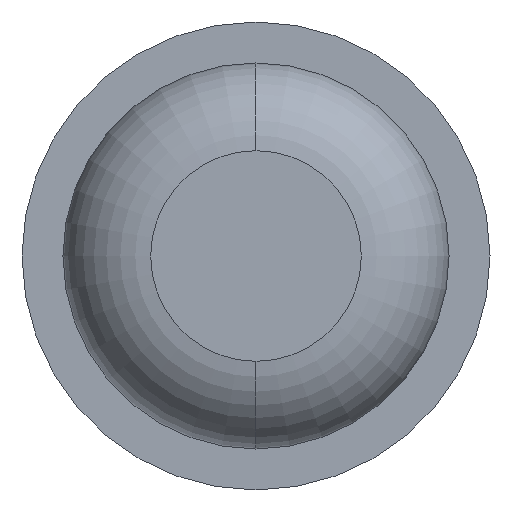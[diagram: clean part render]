
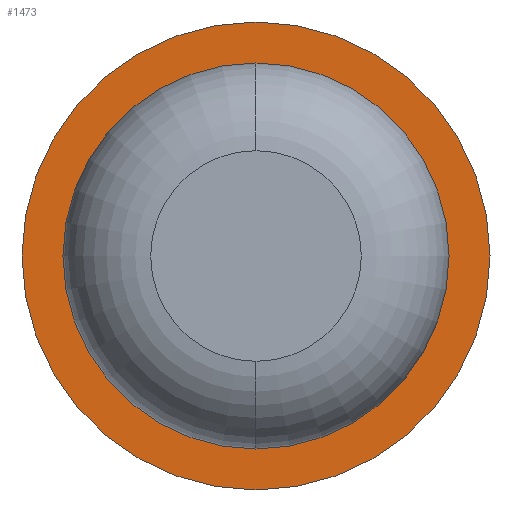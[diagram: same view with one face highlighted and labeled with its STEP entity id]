
A CAD part, front view. The second image highlights one B-rep face of the part: STEP entity #1473.
In plain terms, the highlighted planar face has unit normal (0, -1, 0).
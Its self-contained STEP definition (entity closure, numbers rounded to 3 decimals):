
#302 = AXIS2_PLACEMENT_3D ( 'NONE', #354, #1745, #368 ) ;
#354 = CARTESIAN_POINT ( 'NONE',  ( 0., -9., 0. ) ) ;
#367 = CIRCLE ( 'NONE', #302, 0.825 ) ;
#368 = DIRECTION ( 'NONE',  ( -1., 0., 0. ) ) ;
#386 = ORIENTED_EDGE ( 'NONE', *, *, #1391, .T. ) ;
#426 = EDGE_CURVE ( 'Defeature ausgef�hrt1_4+Defeature ausgef�hrt1_0+Defeature ausgef�hrt1_0+Defeature ausgef�hrt1_0', #2456, #1795, #367, .T. ) ;
#585 = DIRECTION ( 'NONE',  ( -1., 0., 0. ) ) ;
#615 = AXIS2_PLACEMENT_3D ( 'NONE', #2223, #1226, #3310 ) ;
#640 = ORIENTED_EDGE ( 'NONE', *, *, #1625, .F. ) ;
#870 = CARTESIAN_POINT ( 'NONE',  ( 1., -9., 0. ) ) ;
#975 = DIRECTION ( 'NONE',  ( -1., 0., 0. ) ) ;
#1086 = CIRCLE ( 'NONE', #3481, 1. ) ;
#1226 = DIRECTION ( 'NONE',  ( 0., 1., 0. ) ) ;
#1296 = CARTESIAN_POINT ( 'NONE',  ( -1., -9., 0. ) ) ;
#1391 = EDGE_CURVE ( 'Defeature ausgef�hrt1_4+Defeature ausgef�hrt1_0+Defeature ausgef�hrt1_0+Defeature ausgef�hrt1_0', #1795, #2456, #3969, .T. ) ;
#1473 = ADVANCED_FACE ( 'Defeature ausgef�hrt1_4', ( #3157, #2238 ), #2258, .F. ) ;
#1520 = VERTEX_POINT ( 'NONE', #870 ) ;
#1545 = EDGE_LOOP ( 'NONE', ( #640, #3925 ) ) ;
#1625 = EDGE_CURVE ( 'Defeature ausgef�hrt1_5+Defeature ausgef�hrt1_4+Defeature ausgef�hrt1_4+Defeature ausgef�hrt1_4', #1799, #1520, #1086, .T. ) ;
#1658 = DIRECTION ( 'NONE',  ( 0., 1., 0. ) ) ;
#1675 = CARTESIAN_POINT ( 'NONE',  ( 0., -9., -0.825 ) ) ;
#1676 = EDGE_CURVE ( 'Defeature ausgef�hrt1_5+Defeature ausgef�hrt1_4+Defeature ausgef�hrt1_4+Defeature ausgef�hrt1_4', #1520, #1799, #4293, .T. ) ;
#1745 = DIRECTION ( 'NONE',  ( 0., 1., 0. ) ) ;
#1795 = VERTEX_POINT ( 'NONE', #1675 ) ;
#1799 = VERTEX_POINT ( 'NONE', #1296 ) ;
#2003 = EDGE_LOOP ( 'NONE', ( #2031, #386 ) ) ;
#2031 = ORIENTED_EDGE ( 'NONE', *, *, #426, .T. ) ;
#2039 = CARTESIAN_POINT ( 'NONE',  ( 0., -9., 0. ) ) ;
#2223 = CARTESIAN_POINT ( 'NONE',  ( 0.825, -9., 0. ) ) ;
#2238 = FACE_BOUND ( 'NONE', #2003, .T. ) ;
#2258 = PLANE ( 'NONE',  #615 ) ;
#2375 = DIRECTION ( 'NONE',  ( 0., 1., 0. ) ) ;
#2456 = VERTEX_POINT ( 'NONE', #2660 ) ;
#2607 = CARTESIAN_POINT ( 'NONE',  ( 0., -9., 0. ) ) ;
#2660 = CARTESIAN_POINT ( 'NONE',  ( 0., -9., 0.825 ) ) ;
#2923 = AXIS2_PLACEMENT_3D ( 'NONE', #2039, #2375, #4446 ) ;
#3157 = FACE_OUTER_BOUND ( 'NONE', #1545, .T. ) ;
#3310 = DIRECTION ( 'NONE',  ( -1., 0., 0. ) ) ;
#3393 = CARTESIAN_POINT ( 'NONE',  ( 0., -9., 0. ) ) ;
#3481 = AXIS2_PLACEMENT_3D ( 'NONE', #2607, #4013, #585 ) ;
#3925 = ORIENTED_EDGE ( 'NONE', *, *, #1676, .F. ) ;
#3969 = CIRCLE ( 'NONE', #2923, 0.825 ) ;
#4013 = DIRECTION ( 'NONE',  ( 0., 1., 0. ) ) ;
#4213 = AXIS2_PLACEMENT_3D ( 'NONE', #3393, #1658, #975 ) ;
#4293 = CIRCLE ( 'NONE', #4213, 1. ) ;
#4446 = DIRECTION ( 'NONE',  ( -1., 0., 0. ) ) ;
